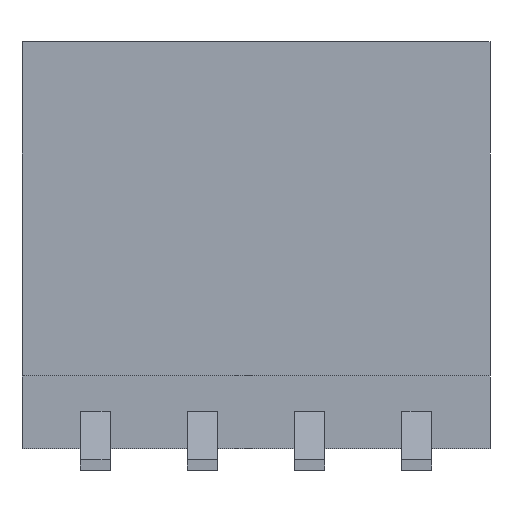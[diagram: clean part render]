
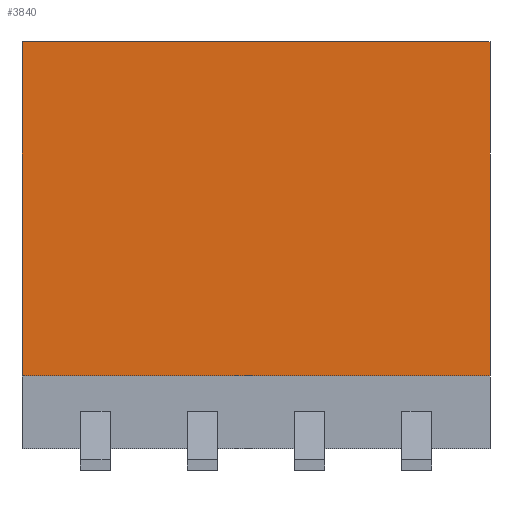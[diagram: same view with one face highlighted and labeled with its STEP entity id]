
A CAD part, left-side view. The second image highlights one B-rep face of the part: STEP entity #3840.
In plain terms, the highlighted planar face has unit normal (-1, 0, 0).
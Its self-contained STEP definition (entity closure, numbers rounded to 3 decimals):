
#3840 = ADVANCED_FACE('',(#3841),#3875,.F.);
#3841 = FACE_BOUND('',#3842,.T.);
#3842 = EDGE_LOOP('',(#3843,#3853,#3861,#3869));
#3843 = ORIENTED_EDGE('',*,*,#3844,.F.);
#3844 = EDGE_CURVE('',#3845,#3847,#3849,.T.);
#3845 = VERTEX_POINT('',#3846);
#3846 = CARTESIAN_POINT('',(-4.3,-5.46,2.21));
#3847 = VERTEX_POINT('',#3848);
#3848 = CARTESIAN_POINT('',(-4.3,5.46,2.21));
#3849 = LINE('',#3850,#3851);
#3850 = CARTESIAN_POINT('',(-4.3,-5.46,2.21));
#3851 = VECTOR('',#3852,1.);
#3852 = DIRECTION('',(0.,1.,0.));
#3853 = ORIENTED_EDGE('',*,*,#3854,.F.);
#3854 = EDGE_CURVE('',#3855,#3845,#3857,.T.);
#3855 = VERTEX_POINT('',#3856);
#3856 = CARTESIAN_POINT('',(-4.3,-5.46,10.));
#3857 = LINE('',#3858,#3859);
#3858 = CARTESIAN_POINT('',(-4.3,-5.46,10.));
#3859 = VECTOR('',#3860,1.);
#3860 = DIRECTION('',(0.,0.,-1.));
#3861 = ORIENTED_EDGE('',*,*,#3862,.F.);
#3862 = EDGE_CURVE('',#3863,#3855,#3865,.T.);
#3863 = VERTEX_POINT('',#3864);
#3864 = CARTESIAN_POINT('',(-4.3,5.46,10.));
#3865 = LINE('',#3866,#3867);
#3866 = CARTESIAN_POINT('',(-4.3,0.,10.));
#3867 = VECTOR('',#3868,1.);
#3868 = DIRECTION('',(0.,-1.,0.));
#3869 = ORIENTED_EDGE('',*,*,#3870,.F.);
#3870 = EDGE_CURVE('',#3847,#3863,#3871,.T.);
#3871 = LINE('',#3872,#3873);
#3872 = CARTESIAN_POINT('',(-4.3,5.46,10.));
#3873 = VECTOR('',#3874,1.);
#3874 = DIRECTION('',(0.,0.,1.));
#3875 = PLANE('',#3876);
#3876 = AXIS2_PLACEMENT_3D('',#3877,#3878,#3879);
#3877 = CARTESIAN_POINT('',(-4.3,-5.46,10.));
#3878 = DIRECTION('',(1.,0.,0.));
#3879 = DIRECTION('',(0.,1.,0.));
